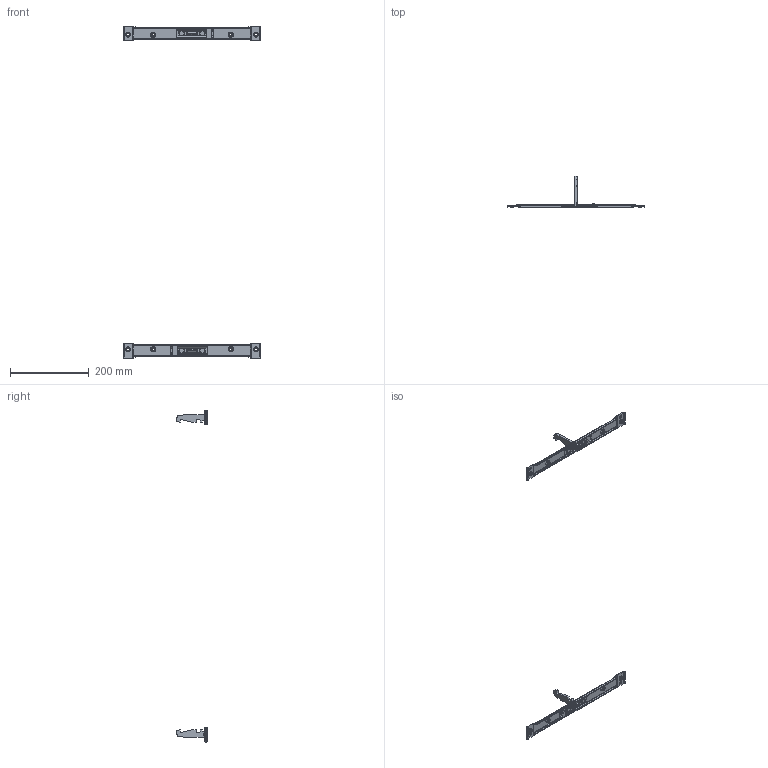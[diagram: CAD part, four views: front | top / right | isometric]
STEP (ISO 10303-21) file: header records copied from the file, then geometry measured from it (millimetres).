
FILE_DESCRIPTION(/* description */ (''),/* implementation_level */ '2;1');
FILE_NAME(/* name */ '3D_100-0586-XX.sat.ipt.stp',/* time_stamp */ '2023-05-08T11:53:16+02:00',/* author */ (''),/* organization */ (''),/* preprocessor_version */ 'ST-DEVELOPER v18.1',/* originating_system */ 'Autodesk Inventor 2021',/* authorisation */ '');
FILE_SCHEMA (('CONFIG_CONTROL_DESIGN'));
Products named in the file (1): 3D_100-0586-XX.sat
Bounding box: 350 x 79.2 x 843 mm (x, y, z)
Volume: 80114.6 mm3; surface area: 74696.7 mm2
Topology: 2 solids, 2 shells, 1050 faces, 2672 edges, 1634 vertices
Faces by surface type: cylinder 376, plane 352, bspline 322
Full cylindrical faces by diameter (mm): 3 x2, 6.5 x2, 6.6 x8, 6.8 x2, 7.2 x2, 8.45 x4, 11.8 x2, 13 x4
Entity records: 94515 total; most frequent: CARTESIAN_POINT 69641, ORIENTED_EDGE 5328, DIRECTION 5022, EDGE_CURVE 2664, AXIS2_PLACEMENT_3D 1861, VERTEX_POINT 1634, LINE 1300, VECTOR 1300
